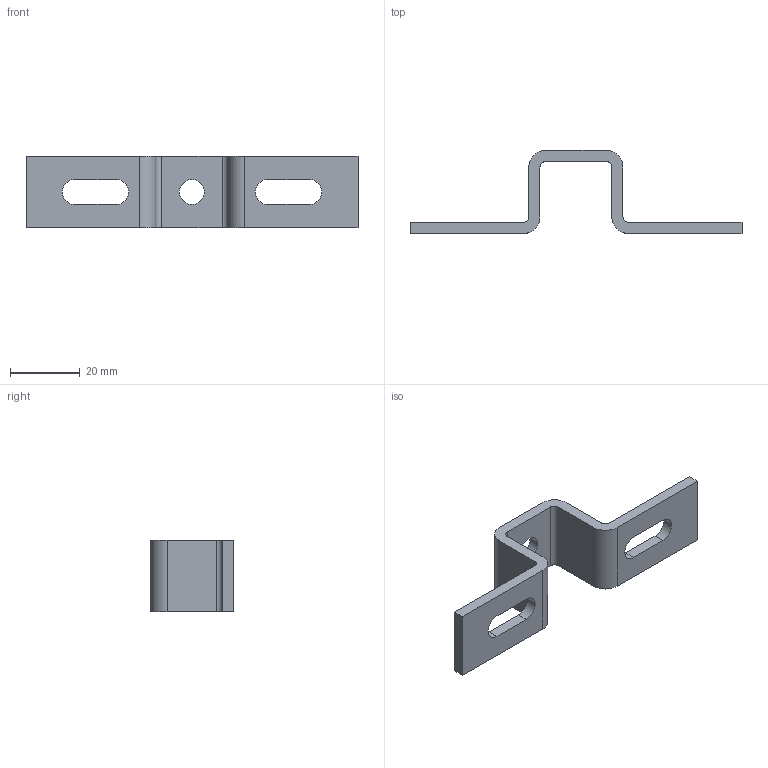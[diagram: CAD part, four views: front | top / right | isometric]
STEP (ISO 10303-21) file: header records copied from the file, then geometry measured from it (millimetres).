
FILE_DESCRIPTION(('TurboCAD Mac Pro'),'Build 980');
FILE_NAME('P6048.stp',' ',(''),(''),'ACIS Interop','IMSI','TurboCAD Mac Pro BY IMSI, INCORPORATED');
FILE_SCHEMA(('automotive_design'));
Length unit declared in the file: inch
Products named in the file (2): 1; 2
Bounding box: 95.25 x 23.86 x 20.64 mm (x, y, z)
Volume: 7685.6 mm3; surface area: 6163.3 mm2
Topology: 1 solids, 1 shells, 38 faces, 108 edges, 72 vertices
Faces by surface type: bspline 20, plane 18
Entity records: 1938 total; most frequent: CARTESIAN_POINT 524, ORIENTED_EDGE 216, DIRECTION 120, EDGE_CURVE 108, LINE 80, VECTOR 80, VERTEX_POINT 72, STYLED_ITEM 59
